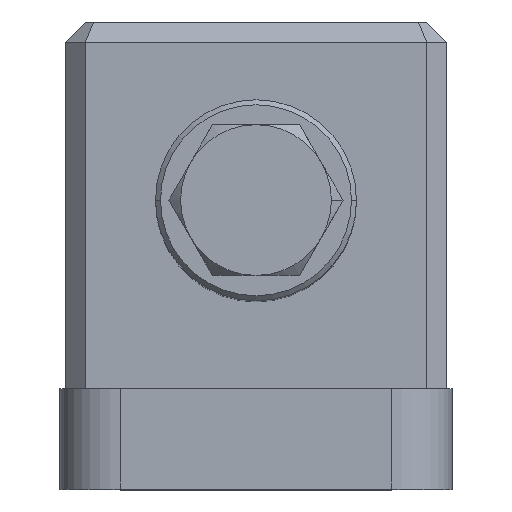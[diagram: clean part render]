
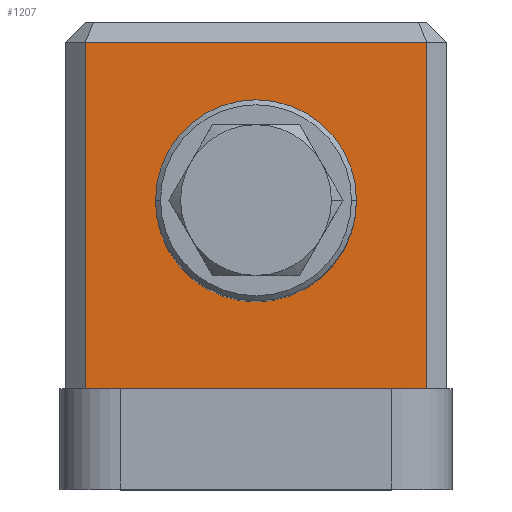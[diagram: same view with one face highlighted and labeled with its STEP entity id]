
A CAD part, top view. The second image highlights one B-rep face of the part: STEP entity #1207.
In plain terms, the highlighted planar face has unit normal (0, 0, 1).
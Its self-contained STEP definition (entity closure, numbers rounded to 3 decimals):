
#101 = VERTEX_POINT ( 'NONE', #2280 ) ;
#127 = AXIS2_PLACEMENT_3D ( 'NONE', #1617, #480, #1806 ) ;
#191 = ORIENTED_EDGE ( 'NONE', *, *, #1931, .F. ) ;
#260 = CARTESIAN_POINT ( 'NONE',  ( -17., 44.5, 8. ) ) ;
#281 = EDGE_CURVE ( 'NONE', #1100, #826, #678, .T. ) ;
#290 = EDGE_CURVE ( 'NONE', #2169, #1100, #498, .T. ) ;
#380 = VECTOR ( 'NONE', #1697, 1000. ) ;
#407 = DIRECTION ( 'NONE',  ( 0., 0., -1. ) ) ;
#480 = DIRECTION ( 'NONE',  ( 0., 0., 1. ) ) ;
#498 = LINE ( 'NONE', #604, #1951 ) ;
#557 = CARTESIAN_POINT ( 'NONE',  ( 17., 46.5, 8. ) ) ;
#577 = FACE_OUTER_BOUND ( 'NONE', #1096, .T. ) ;
#604 = CARTESIAN_POINT ( 'NONE',  ( -17., 46.5, 8. ) ) ;
#623 = EDGE_CURVE ( 'NONE', #101, #2325, #1025, .T. ) ;
#627 = ORIENTED_EDGE ( 'NONE', *, *, #623, .F. ) ;
#644 = DIRECTION ( 'NONE',  ( -1., 0., 0. ) ) ;
#678 = LINE ( 'NONE', #2100, #1692 ) ;
#759 = DIRECTION ( 'NONE',  ( 1., 0., 0. ) ) ;
#792 = CARTESIAN_POINT ( 'NONE',  ( 0., 28.65, 8. ) ) ;
#823 = CARTESIAN_POINT ( 'NONE',  ( -17., 44.5, 8. ) ) ;
#826 = VERTEX_POINT ( 'NONE', #1095 ) ;
#987 = DIRECTION ( 'NONE',  ( -1., 0., 0. ) ) ;
#999 = EDGE_CURVE ( 'NONE', #2325, #101, #1252, .T. ) ;
#1025 = CIRCLE ( 'NONE', #127, 10. ) ;
#1071 = ORIENTED_EDGE ( 'NONE', *, *, #281, .T. ) ;
#1095 = CARTESIAN_POINT ( 'NONE',  ( 17., 10., 8. ) ) ;
#1096 = EDGE_LOOP ( 'NONE', ( #191, #1288, #1346, #1071 ) ) ;
#1100 = VERTEX_POINT ( 'NONE', #1216 ) ;
#1207 = ADVANCED_FACE ( 'NONE', ( #577, #2396 ), #1907, .F. ) ;
#1216 = CARTESIAN_POINT ( 'NONE',  ( -17., 10., 8. ) ) ;
#1243 = ORIENTED_EDGE ( 'NONE', *, *, #999, .F. ) ;
#1252 = CIRCLE ( 'NONE', #2057, 10. ) ;
#1288 = ORIENTED_EDGE ( 'NONE', *, *, #2132, .T. ) ;
#1309 = LINE ( 'NONE', #823, #2202 ) ;
#1346 = ORIENTED_EDGE ( 'NONE', *, *, #290, .T. ) ;
#1542 = CARTESIAN_POINT ( 'NONE',  ( 17., 46.5, 8. ) ) ;
#1617 = CARTESIAN_POINT ( 'NONE',  ( 0., 28.65, 8. ) ) ;
#1651 = EDGE_LOOP ( 'NONE', ( #627, #1243 ) ) ;
#1687 = CARTESIAN_POINT ( 'NONE',  ( 17., 44.5, 8. ) ) ;
#1692 = VECTOR ( 'NONE', #759, 1000. ) ;
#1697 = DIRECTION ( 'NONE',  ( 0., -1., 0. ) ) ;
#1731 = DIRECTION ( 'NONE',  ( -1., 0., 0. ) ) ;
#1806 = DIRECTION ( 'NONE',  ( -1., 0., 0. ) ) ;
#1907 = PLANE ( 'NONE',  #2260 ) ;
#1917 = DIRECTION ( 'NONE',  ( 0., -1., 0. ) ) ;
#1931 = EDGE_CURVE ( 'NONE', #2403, #826, #2339, .T. ) ;
#1951 = VECTOR ( 'NONE', #1917, 1000. ) ;
#2033 = CARTESIAN_POINT ( 'NONE',  ( 10., 28.65, 8. ) ) ;
#2057 = AXIS2_PLACEMENT_3D ( 'NONE', #792, #2123, #987 ) ;
#2100 = CARTESIAN_POINT ( 'NONE',  ( 17., 10., 8. ) ) ;
#2123 = DIRECTION ( 'NONE',  ( 0., 0., 1. ) ) ;
#2132 = EDGE_CURVE ( 'NONE', #2403, #2169, #1309, .T. ) ;
#2169 = VERTEX_POINT ( 'NONE', #260 ) ;
#2202 = VECTOR ( 'NONE', #644, 1000. ) ;
#2260 = AXIS2_PLACEMENT_3D ( 'NONE', #1542, #407, #1731 ) ;
#2280 = CARTESIAN_POINT ( 'NONE',  ( -10., 28.65, 8. ) ) ;
#2325 = VERTEX_POINT ( 'NONE', #2033 ) ;
#2339 = LINE ( 'NONE', #557, #380 ) ;
#2396 = FACE_BOUND ( 'NONE', #1651, .T. ) ;
#2403 = VERTEX_POINT ( 'NONE', #1687 ) ;
